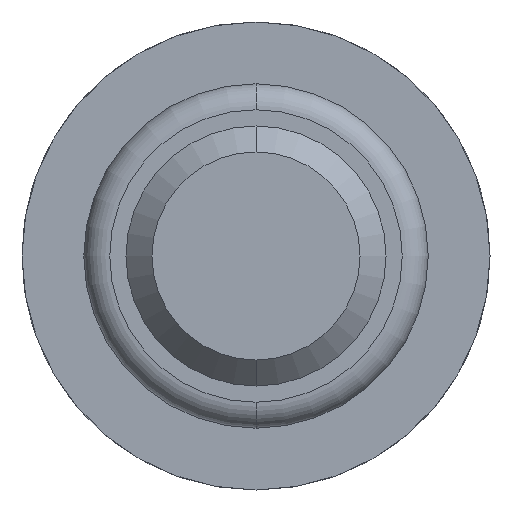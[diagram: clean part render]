
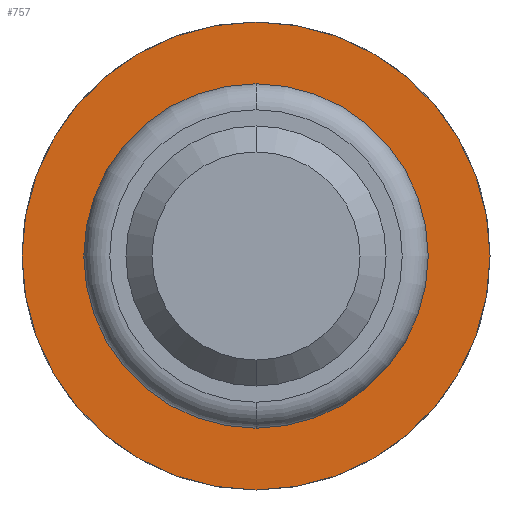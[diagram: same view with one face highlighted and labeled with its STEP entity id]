
A CAD part, front view. The second image highlights one B-rep face of the part: STEP entity #757.
In plain terms, the highlighted planar face has unit normal (0, -1, 0).
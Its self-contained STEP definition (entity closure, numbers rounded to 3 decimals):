
#227 = FACE_OUTER_BOUND ( 'NONE', #4541, .T. ) ;
#389 = CIRCLE ( 'NONE', #3419, 1.325 ) ;
#639 = PLANE ( 'NONE',  #1653 ) ;
#653 = AXIS2_PLACEMENT_3D ( 'NONE', #4484, #4497, #1230 ) ;
#739 = ORIENTED_EDGE ( 'NONE', *, *, #2114, .T. ) ;
#757 = ADVANCED_FACE ( 'Defeature ausgef�hrt6_13', ( #227, #3458 ), #639, .F. ) ;
#863 = DIRECTION ( 'NONE',  ( 0., 0., 1. ) ) ;
#1230 = DIRECTION ( 'NONE',  ( 0., 0., 1. ) ) ;
#1239 = CIRCLE ( 'NONE', #653, 1.325 ) ;
#1278 = ORIENTED_EDGE ( 'NONE', *, *, #1522, .F. ) ;
#1327 = DIRECTION ( 'NONE',  ( 0., 0., 1. ) ) ;
#1364 = EDGE_CURVE ( 'Defeature ausgef�hrt6_13+Defeature ausgef�hrt6_14+Defeature ausgef�hrt6_14+Defeature ausgef�hrt6_14', #3690, #1970, #389, .T. ) ;
#1522 = EDGE_CURVE ( 'Defeature ausgef�hrt6_12+Defeature ausgef�hrt6_13+Defeature ausgef�hrt6_13+Defeature ausgef�hrt6_13', #2356, #2781, #3345, .T. ) ;
#1537 = AXIS2_PLACEMENT_3D ( 'NONE', #3743, #3717, #863 ) ;
#1653 = AXIS2_PLACEMENT_3D ( 'NONE', #2050, #2029, #1327 ) ;
#1657 = ORIENTED_EDGE ( 'NONE', *, *, #1364, .T. ) ;
#1961 = CIRCLE ( 'NONE', #3688, 1.8 ) ;
#1970 = VERTEX_POINT ( 'NONE', #4326 ) ;
#2029 = DIRECTION ( 'NONE',  ( 0., 1., 0. ) ) ;
#2045 = CARTESIAN_POINT ( 'NONE',  ( 0., -1.8, 0. ) ) ;
#2050 = CARTESIAN_POINT ( 'NONE',  ( 1.8, -1.8, 0. ) ) ;
#2114 = EDGE_CURVE ( 'Defeature ausgef�hrt6_13+Defeature ausgef�hrt6_14+Defeature ausgef�hrt6_14+Defeature ausgef�hrt6_14', #1970, #3690, #1239, .T. ) ;
#2356 = VERTEX_POINT ( 'NONE', #3523 ) ;
#2690 = ORIENTED_EDGE ( 'NONE', *, *, #3703, .F. ) ;
#2781 = VERTEX_POINT ( 'NONE', #3202 ) ;
#2974 = CARTESIAN_POINT ( 'NONE',  ( 0., -1.8, 0. ) ) ;
#3202 = CARTESIAN_POINT ( 'NONE',  ( 0., -1.8, -1.8 ) ) ;
#3345 = CIRCLE ( 'NONE', #1537, 1.8 ) ;
#3419 = AXIS2_PLACEMENT_3D ( 'NONE', #2974, #4397, #4380 ) ;
#3458 = FACE_BOUND ( 'NONE', #4467, .T. ) ;
#3479 = DIRECTION ( 'NONE',  ( 0., 0., 1. ) ) ;
#3493 = DIRECTION ( 'NONE',  ( 0., 1., 0. ) ) ;
#3523 = CARTESIAN_POINT ( 'NONE',  ( 0., -1.8, 1.8 ) ) ;
#3688 = AXIS2_PLACEMENT_3D ( 'NONE', #2045, #3493, #3479 ) ;
#3690 = VERTEX_POINT ( 'NONE', #4218 ) ;
#3703 = EDGE_CURVE ( 'Defeature ausgef�hrt6_12+Defeature ausgef�hrt6_13+Defeature ausgef�hrt6_13+Defeature ausgef�hrt6_13', #2781, #2356, #1961, .T. ) ;
#3717 = DIRECTION ( 'NONE',  ( 0., 1., 0. ) ) ;
#3743 = CARTESIAN_POINT ( 'NONE',  ( 0., -1.8, 0. ) ) ;
#4218 = CARTESIAN_POINT ( 'NONE',  ( 0., -1.8, -1.325 ) ) ;
#4326 = CARTESIAN_POINT ( 'NONE',  ( 0., -1.8, 1.325 ) ) ;
#4380 = DIRECTION ( 'NONE',  ( 0., 0., 1. ) ) ;
#4397 = DIRECTION ( 'NONE',  ( 0., 1., 0. ) ) ;
#4467 = EDGE_LOOP ( 'NONE', ( #739, #1657 ) ) ;
#4484 = CARTESIAN_POINT ( 'NONE',  ( 0., -1.8, 0. ) ) ;
#4497 = DIRECTION ( 'NONE',  ( 0., 1., 0. ) ) ;
#4541 = EDGE_LOOP ( 'NONE', ( #1278, #2690 ) ) ;
